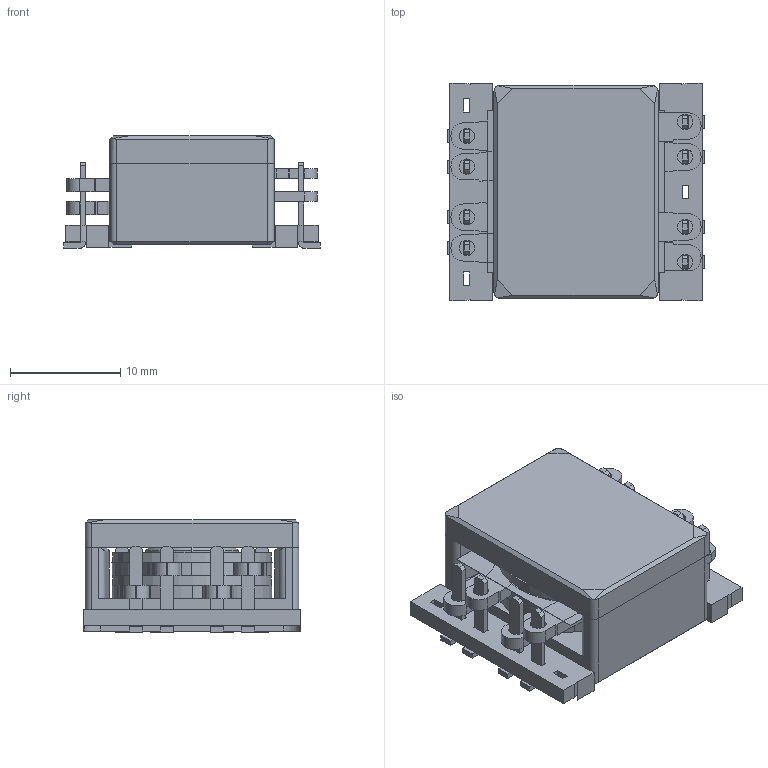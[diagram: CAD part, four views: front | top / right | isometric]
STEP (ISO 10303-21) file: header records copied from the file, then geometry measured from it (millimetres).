
FILE_DESCRIPTION (( 'STEP AP214' ), '1' );
FILE_NAME ('ER19_4-8_15_1421_MP1-6-9_(6A).STEP', '2023-07-05T17:00:23', ( '' ), ( '' ), 'SwSTEP 2.0', 'SolidWorks 2022', '' );
FILE_SCHEMA (( 'AUTOMOTIVE_DESIGN' ));
Length unit declared in the file: millimetre
Products named in the file (8): 800-0049; 150-2975_b_6A; 150-2975_a_6A; 250-1421_TERM; ER19_4-8_15_1421_MP1-6-9_(6A); 800-0053; 4800-9014; 250-1421_6A
Assembly tree (16 placements, depth 2):
  ER19_4-8_15_1421_MP1-6-9_(6A)
    250-1421_6A
    250-1421_TERM  x8
    150-2975_b_6A
    150-2975_a_6A
    800-0053  x2
    800-0049  x2
    4800-9014
Bounding box: 23.32 x 19.72 x 10.2 mm (x, y, z)
Volume: 2818.8 mm3; surface area: 4421.4 mm2
Topology: 17 solids, 17 shells, 389 faces, 1036 edges, 682 vertices
Faces by surface type: plane 287, cylinder 96, cone 6
Entity records: 8218 total; most frequent: CARTESIAN_POINT 1418, ORIENTED_EDGE 1334, DIRECTION 1295, EDGE_CURVE 667, VECTOR 541, LINE 541, VERTEX_POINT 436, AXIS2_PLACEMENT_3D 377
